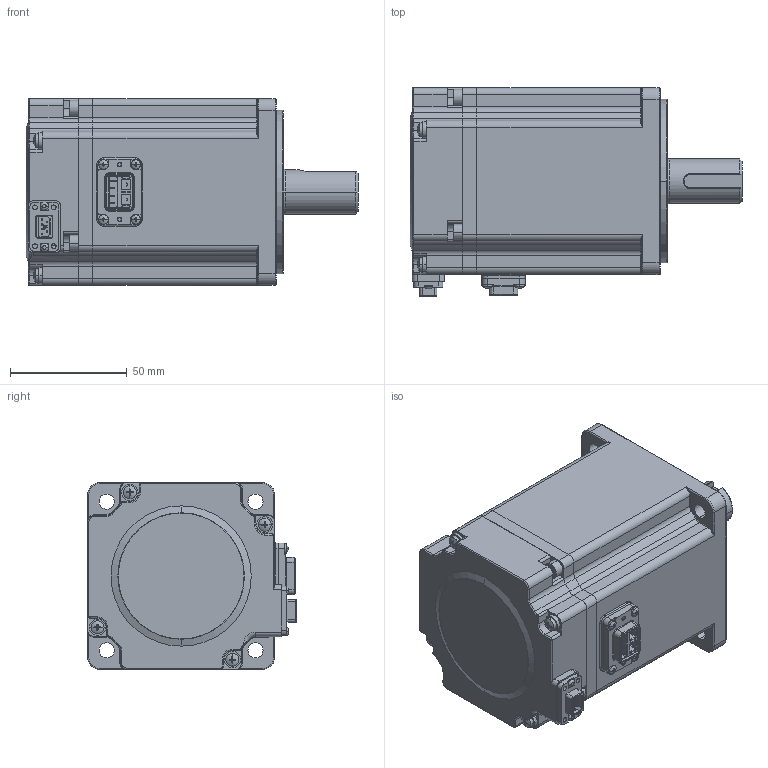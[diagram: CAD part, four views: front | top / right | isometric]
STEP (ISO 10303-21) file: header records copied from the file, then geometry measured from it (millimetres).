
FILE_DESCRIPTION (( 'STEP AP203' ), '1' );
FILE_NAME ('MS6H-80-B3-02430-蚾饜芞.STEP', '2021-10-15T07:22:36', ( '' ), ( '' ), 'SwSTEP 2.0', 'SolidWorks 2016', '' );
FILE_SCHEMA (( 'CONFIG_CONTROL_DESIGN' ));
Length unit declared in the file: millimetre
Products named in the file (2): MS6H-80-B3-02430-蚾饜芞
Bounding box: 142.1 x 89.3 x 80 mm (x, y, z)
Surface area: 56523.5 mm2 (no closed solid volume)
Topology: 0 solids, 34 shells, 881 faces, 2822 edges, 1926 vertices
Faces by surface type: plane 381, cylinder 315, torus 96, sphere 44, cone 27, bspline 18
Entity records: 32066 total; most frequent: CARTESIAN_POINT 6842, DIRECTION 5613, ORIENTED_EDGE 4670, EDGE_CURVE 2789, AXIS2_PLACEMENT_3D 2027, VERTEX_POINT 1914, VECTOR 1559, LINE 1559
